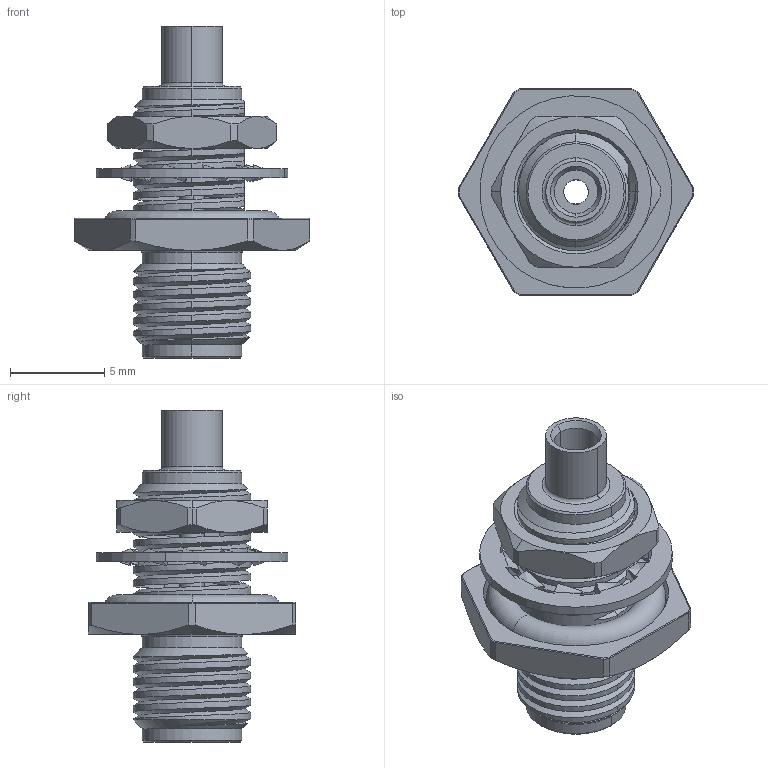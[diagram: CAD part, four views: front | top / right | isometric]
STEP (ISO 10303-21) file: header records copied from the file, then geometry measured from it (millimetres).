
FILE_DESCRIPTION (( 'STEP AP214' ), '1' );
FILE_NAME ('30-294-D3-HA.STEP', '2024-08-09T08:15:26', ( '' ), ( '' ), 'SwSTEP 2.0', 'SolidWorks 2024', '' );
FILE_SCHEMA (( 'AUTOMOTIVE_DESIGN' ));
Length unit declared in the file: millimetre
Products named in the file (1): 30-294-D3-HA
Bounding box: 12.5 x 11 x 17.6 mm (x, y, z)
Surface area: 1077.1 mm2 (no closed solid volume)
Topology: 0 solids, 6 shells, 235 faces, 671 edges, 425 vertices
Faces by surface type: cylinder 73, bspline 56, plane 47, cone 43, torus 16
Entity records: 12352 total; most frequent: CARTESIAN_POINT 6913, ORIENTED_EDGE 1221, DIRECTION 950, EDGE_CURVE 671, VERTEX_POINT 425, AXIS2_PLACEMENT_3D 343, LINE 264, VECTOR 264
